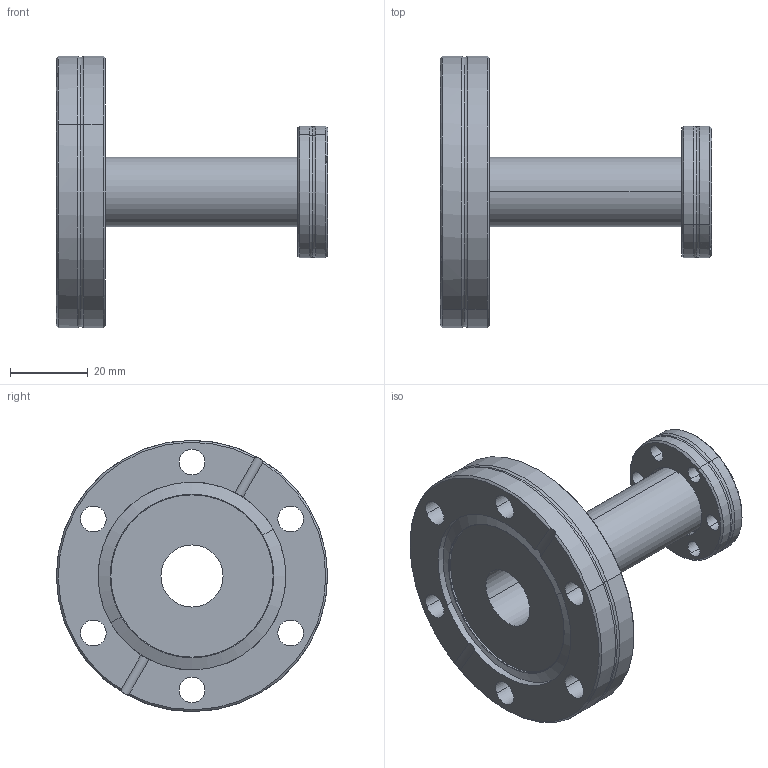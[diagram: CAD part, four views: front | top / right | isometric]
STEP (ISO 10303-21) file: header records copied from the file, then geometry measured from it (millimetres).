
FILE_DESCRIPTION (( 'STEP AP214' ), '1' );
FILE_NAME ('420RRG040-016.stp', '2017-05-31T08:57:31', ( '' ), ( '' ), 'SwSTEP 2.0', 'SolidWorks 2015', '' );
FILE_SCHEMA (( 'AUTOMOTIVE_DESIGN' ));
Length unit declared in the file: millimetre
Products named in the file (1): 420RRG040-016
Bounding box: 70 x 69.9 x 69.9 mm (x, y, z)
Volume: 48564.4 mm3; surface area: 21671.3 mm2
Topology: 1 solids, 2 shells, 98 faces, 236 edges, 146 vertices
Faces by surface type: cylinder 52, cone 20, torus 14, plane 12
Entity records: 4146 total; most frequent: CARTESIAN_POINT 597, DIRECTION 566, ORIENTED_EDGE 472, AXIS2_PLACEMENT_3D 247, EDGE_CURVE 236, CIRCLE 148, VERTEX_POINT 146, EDGE_LOOP 130
